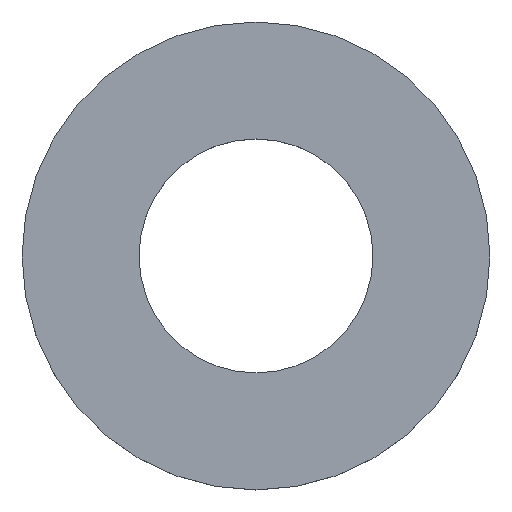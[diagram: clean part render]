
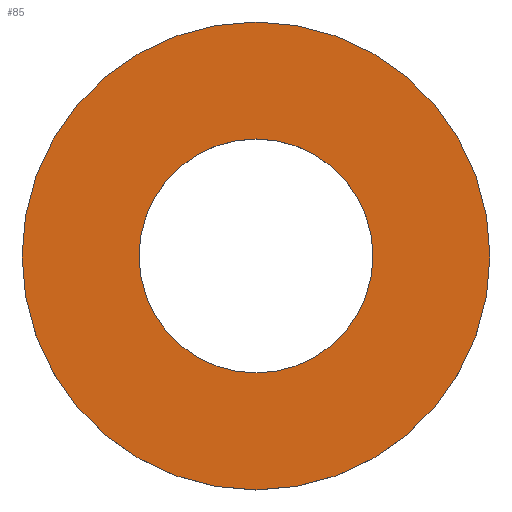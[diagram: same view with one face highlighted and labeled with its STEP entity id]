
A CAD part, top view. The second image highlights one B-rep face of the part: STEP entity #85.
In plain terms, the highlighted planar face has unit normal (0, 0, 1).
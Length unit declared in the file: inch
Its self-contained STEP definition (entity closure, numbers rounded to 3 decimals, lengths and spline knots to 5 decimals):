
#7 = DIRECTION ( 'NONE',  ( 0., 0., 1. ) ) ;
#10 = AXIS2_PLACEMENT_3D ( 'NONE', #212, #7, #124 ) ;
#13 = DIRECTION ( 'NONE',  ( 0., 0., 1. ) ) ;
#16 = CARTESIAN_POINT ( 'NONE',  ( 0.34375, 0., 0. ) ) ;
#20 = VERTEX_POINT ( 'NONE', #236 ) ;
#24 = AXIS2_PLACEMENT_3D ( 'NONE', #209, #13, #146 ) ;
#26 = PLANE ( 'NONE',  #24 ) ;
#27 = CARTESIAN_POINT ( 'NONE',  ( -0.17188, 0., 0. ) ) ;
#30 = EDGE_CURVE ( 'NONE', #20, #98, #251, .T. ) ;
#35 = AXIS2_PLACEMENT_3D ( 'NONE', #46, #211, #221 ) ;
#46 = CARTESIAN_POINT ( 'NONE',  ( 0., 0., 0. ) ) ;
#51 = CARTESIAN_POINT ( 'NONE',  ( 0., 0., 0. ) ) ;
#65 = EDGE_LOOP ( 'NONE', ( #127, #107 ) ) ;
#66 = CIRCLE ( 'NONE', #71, 0.34375 ) ;
#69 = DIRECTION ( 'NONE',  ( 1., 0., 0. ) ) ;
#71 = AXIS2_PLACEMENT_3D ( 'NONE', #51, #194, #69 ) ;
#78 = CIRCLE ( 'NONE', #35, 0.34375 ) ;
#85 = ADVANCED_FACE ( 'NONE', ( #166, #234 ), #26, .T. ) ;
#87 = CIRCLE ( 'NONE', #10, 0.17188 ) ;
#88 = EDGE_CURVE ( 'NONE', #98, #20, #87, .T. ) ;
#91 = ORIENTED_EDGE ( 'NONE', *, *, #118, .T. ) ;
#98 = VERTEX_POINT ( 'NONE', #27 ) ;
#107 = ORIENTED_EDGE ( 'NONE', *, *, #88, .F. ) ;
#115 = EDGE_LOOP ( 'NONE', ( #91, #163 ) ) ;
#118 = EDGE_CURVE ( 'NONE', #208, #119, #78, .T. ) ;
#119 = VERTEX_POINT ( 'NONE', #188 ) ;
#123 = DIRECTION ( 'NONE',  ( 0., 0., 1. ) ) ;
#124 = DIRECTION ( 'NONE',  ( 1., 0., 0. ) ) ;
#127 = ORIENTED_EDGE ( 'NONE', *, *, #30, .F. ) ;
#146 = DIRECTION ( 'NONE',  ( 1., 0., 0. ) ) ;
#148 = DIRECTION ( 'NONE',  ( 1., 0., 0. ) ) ;
#163 = ORIENTED_EDGE ( 'NONE', *, *, #164, .T. ) ;
#164 = EDGE_CURVE ( 'NONE', #119, #208, #66, .T. ) ;
#166 = FACE_BOUND ( 'NONE', #65, .T. ) ;
#168 = CARTESIAN_POINT ( 'NONE',  ( 0., 0., 0. ) ) ;
#188 = CARTESIAN_POINT ( 'NONE',  ( -0.34375, 0., 0. ) ) ;
#194 = DIRECTION ( 'NONE',  ( 0., 0., 1. ) ) ;
#206 = AXIS2_PLACEMENT_3D ( 'NONE', #168, #123, #148 ) ;
#208 = VERTEX_POINT ( 'NONE', #16 ) ;
#209 = CARTESIAN_POINT ( 'NONE',  ( 0., 0., 0. ) ) ;
#211 = DIRECTION ( 'NONE',  ( 0., 0., 1. ) ) ;
#212 = CARTESIAN_POINT ( 'NONE',  ( 0., 0., 0. ) ) ;
#221 = DIRECTION ( 'NONE',  ( 1., 0., 0. ) ) ;
#234 = FACE_OUTER_BOUND ( 'NONE', #115, .T. ) ;
#236 = CARTESIAN_POINT ( 'NONE',  ( 0.17188, 0., 0. ) ) ;
#251 = CIRCLE ( 'NONE', #206, 0.17188 ) ;
